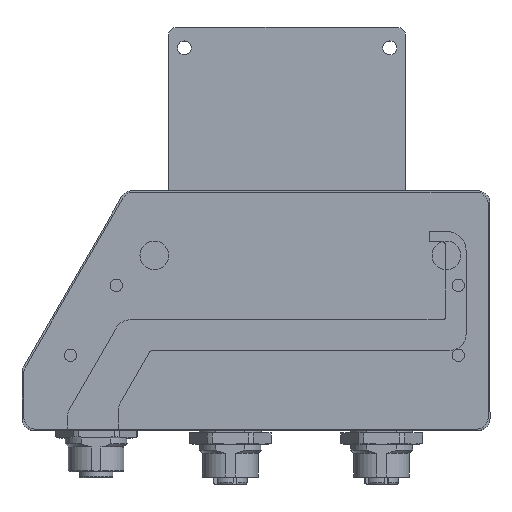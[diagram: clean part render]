
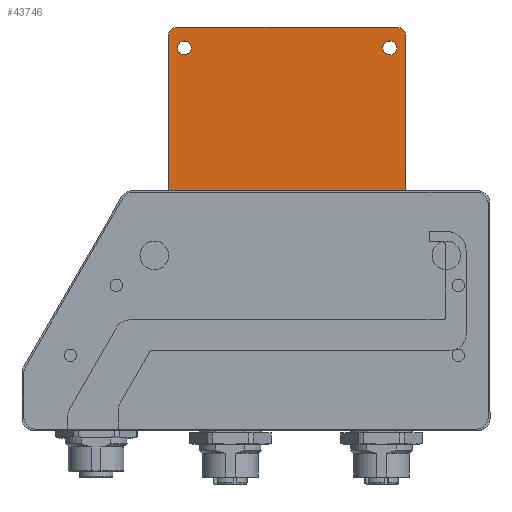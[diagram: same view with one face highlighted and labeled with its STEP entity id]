
A CAD part, top view. The second image highlights one B-rep face of the part: STEP entity #43746.
In plain terms, the highlighted face is planar.
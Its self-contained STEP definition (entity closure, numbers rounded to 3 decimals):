
#4013=FACE_BOUND('',#8026,.T.);
#4014=FACE_BOUND('',#8027,.T.);
#4015=FACE_BOUND('',#8028,.T.);
#4016=FACE_BOUND('',#8029,.T.);
#4301=PLANE('',#46381);
#5626=FACE_OUTER_BOUND('',#8025,.T.);
#8025=EDGE_LOOP('',(#30601,#30602,#30603,#30604,#30605,#30606));
#8026=EDGE_LOOP('',(#30607));
#8027=EDGE_LOOP('',(#30608));
#8028=EDGE_LOOP('',(#30609));
#8029=EDGE_LOOP('',(#30610));
#10712=LINE('',#60427,#14809);
#10715=LINE('',#60433,#14812);
#10716=LINE('',#60435,#14813);
#10717=LINE('',#60437,#14814);
#14809=VECTOR('',#49715,10.);
#14812=VECTOR('',#49720,10.);
#14813=VECTOR('',#49721,10.);
#14814=VECTOR('',#49722,10.);
#18902=CIRCLE('',#46379,2.);
#18903=CIRCLE('',#46382,2.);
#18904=CIRCLE('',#46383,3.25);
#18905=CIRCLE('',#46384,3.25);
#18906=CIRCLE('',#46385,1.7);
#18907=CIRCLE('',#46386,1.7);
#20047=VERTEX_POINT('',#60420);
#20048=VERTEX_POINT('',#60422);
#20049=VERTEX_POINT('',#60426);
#20051=VERTEX_POINT('',#60432);
#20052=VERTEX_POINT('',#60434);
#20053=VERTEX_POINT('',#60436);
#20054=VERTEX_POINT('',#60439);
#20055=VERTEX_POINT('',#60441);
#20056=VERTEX_POINT('',#60443);
#20057=VERTEX_POINT('',#60445);
#24252=EDGE_CURVE('',#20047,#20048,#18902,.T.);
#24254=EDGE_CURVE('',#20048,#20049,#10712,.T.);
#24257=EDGE_CURVE('',#20051,#20047,#10715,.T.);
#24258=EDGE_CURVE('',#20051,#20052,#10716,.T.);
#24259=EDGE_CURVE('',#20053,#20052,#10717,.T.);
#24260=EDGE_CURVE('',#20049,#20053,#18903,.T.);
#24261=EDGE_CURVE('',#20054,#20054,#18904,.T.);
#24262=EDGE_CURVE('',#20055,#20055,#18905,.T.);
#24263=EDGE_CURVE('',#20056,#20056,#18906,.T.);
#24264=EDGE_CURVE('',#20057,#20057,#18907,.T.);
#30601=ORIENTED_EDGE('',*,*,#24252,.F.);
#30602=ORIENTED_EDGE('',*,*,#24257,.F.);
#30603=ORIENTED_EDGE('',*,*,#24258,.T.);
#30604=ORIENTED_EDGE('',*,*,#24259,.F.);
#30605=ORIENTED_EDGE('',*,*,#24260,.F.);
#30606=ORIENTED_EDGE('',*,*,#24254,.F.);
#30607=ORIENTED_EDGE('',*,*,#24261,.T.);
#30608=ORIENTED_EDGE('',*,*,#24262,.T.);
#30609=ORIENTED_EDGE('',*,*,#24263,.T.);
#30610=ORIENTED_EDGE('',*,*,#24264,.T.);
#43746=ADVANCED_FACE('',(#5626,#4013,#4014,#4015,#4016),#4301,.F.);
#46379=AXIS2_PLACEMENT_3D('',#60423,#49710,#49711);
#46381=AXIS2_PLACEMENT_3D('',#60431,#49718,#49719);
#46382=AXIS2_PLACEMENT_3D('',#60438,#49723,#49724);
#46383=AXIS2_PLACEMENT_3D('',#60440,#49725,#49726);
#46384=AXIS2_PLACEMENT_3D('',#60442,#49727,#49728);
#46385=AXIS2_PLACEMENT_3D('',#60444,#49729,#49730);
#46386=AXIS2_PLACEMENT_3D('',#60446,#49731,#49732);
#49710=DIRECTION('center_axis',(0.,1.,0.));
#49711=DIRECTION('ref_axis',(-0.707,0.,-0.707));
#49715=DIRECTION('',(0.,0.,1.));
#49718=DIRECTION('center_axis',(0.,1.,0.));
#49719=DIRECTION('ref_axis',(0.,0.,1.));
#49720=DIRECTION('',(-1.,0.,0.));
#49721=DIRECTION('',(0.,0.,1.));
#49722=DIRECTION('',(1.,0.,0.));
#49723=DIRECTION('center_axis',(0.,1.,0.));
#49724=DIRECTION('ref_axis',(-0.707,0.,0.707));
#49725=DIRECTION('center_axis',(0.,1.,0.));
#49726=DIRECTION('ref_axis',(0.,0.,-1.));
#49727=DIRECTION('center_axis',(0.,1.,0.));
#49728=DIRECTION('ref_axis',(0.,0.,-1.));
#49729=DIRECTION('center_axis',(0.,1.,0.));
#49730=DIRECTION('ref_axis',(1.,0.,0.));
#49731=DIRECTION('center_axis',(0.,1.,0.));
#49732=DIRECTION('ref_axis',(1.,0.,0.));
#60420=CARTESIAN_POINT('',(2.,0.,-58.));
#60422=CARTESIAN_POINT('',(0.,0.,-56.));
#60423=CARTESIAN_POINT('Origin',(2.,0.,-56.));
#60426=CARTESIAN_POINT('',(0.,0.,-2.));
#60427=CARTESIAN_POINT('',(0.,0.,-58.));
#60431=CARTESIAN_POINT('Origin',(45.,0.,-29.));
#60432=CARTESIAN_POINT('',(86.5,0.,-58.));
#60433=CARTESIAN_POINT('',(90.,0.,-58.));
#60434=CARTESIAN_POINT('',(86.5,0.,0.));
#60435=CARTESIAN_POINT('',(86.5,0.,-14.5));
#60436=CARTESIAN_POINT('',(2.,0.,0.));
#60437=CARTESIAN_POINT('',(0.,0.,0.));
#60438=CARTESIAN_POINT('Origin',(2.,0.,-2.));
#60439=CARTESIAN_POINT('',(70.,0.,-35.75));
#60440=CARTESIAN_POINT('Origin',(70.,0.,-39.));
#60441=CARTESIAN_POINT('',(70.,0.,-15.75));
#60442=CARTESIAN_POINT('Origin',(70.,0.,-19.));
#60443=CARTESIAN_POINT('',(3.3,0.,-54.1));
#60444=CARTESIAN_POINT('Origin',(5.,0.,-54.1));
#60445=CARTESIAN_POINT('',(3.3,0.,-3.9));
#60446=CARTESIAN_POINT('Origin',(5.,0.,-3.9));
